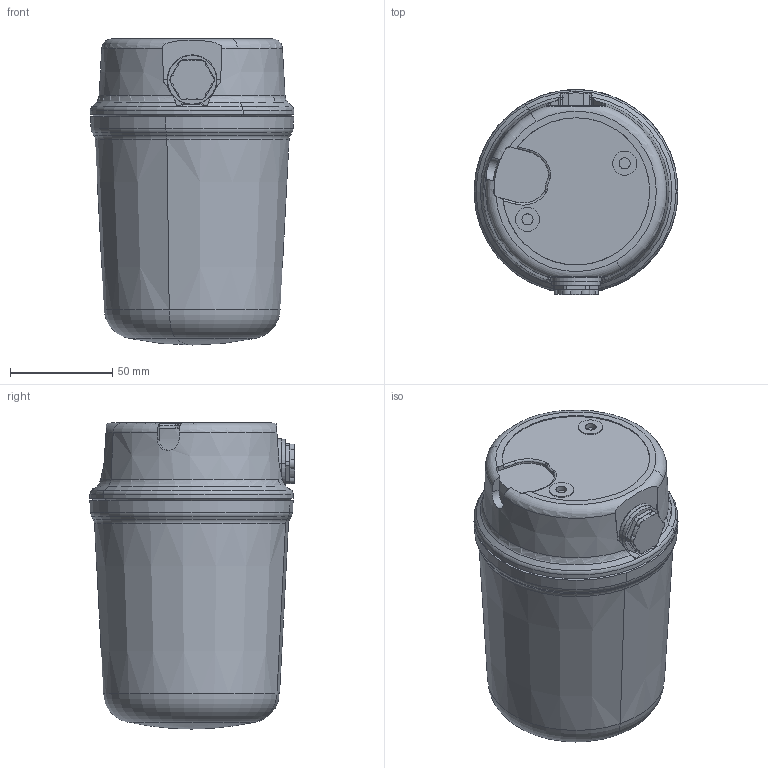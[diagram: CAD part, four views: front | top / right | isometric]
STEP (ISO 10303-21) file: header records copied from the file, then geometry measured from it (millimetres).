
FILE_DESCRIPTION (( 'STEP AP214' ), '1' );
FILE_NAME ('SK0011-3D_Issue_A.STEP', '2016-06-03T14:09:03', ( '' ), ( '' ), 'SwSTEP 2.0', 'SolidWorks 2016', '' );
FILE_SCHEMA (( 'AUTOMOTIVE_DESIGN' ));
Length unit declared in the file: millimetre
Products named in the file (10): LENS-3D; BASE-ASS; SCSSST4X14P_111; PG57EPDM; BASE-3D; D110-90-001-3D_Issue_A; BASE; GNEADR20BK; GNESSM20BK; SK0011-3D_Issue_A
Assembly tree (9 placements, depth 4):
  SK0011-3D_Issue_A
    BASE-ASS
      GNESSM20BK
      GNEADR20BK
      BASE-3D
        BASE
        D110-90-001-3D_Issue_A
      PG57EPDM
      SCSSST4X14P_111
    LENS-3D
Bounding box: 99.9 x 100.49 x 150 mm (x, y, z)
Volume: 1018980.5 mm3; surface area: 94553.8 mm2
Topology: 8 solids, 13 shells, 409 faces, 1033 edges, 661 vertices
Faces by surface type: cylinder 141, plane 109, bspline 64, cone 64, torus 29, sphere 2
Entity records: 16331 total; most frequent: CARTESIAN_POINT 6830, ORIENTED_EDGE 2054, DIRECTION 1723, EDGE_CURVE 1027, AXIS2_PLACEMENT_3D 724, VERTEX_POINT 661, EDGE_LOOP 428, ADVANCED_FACE 409
